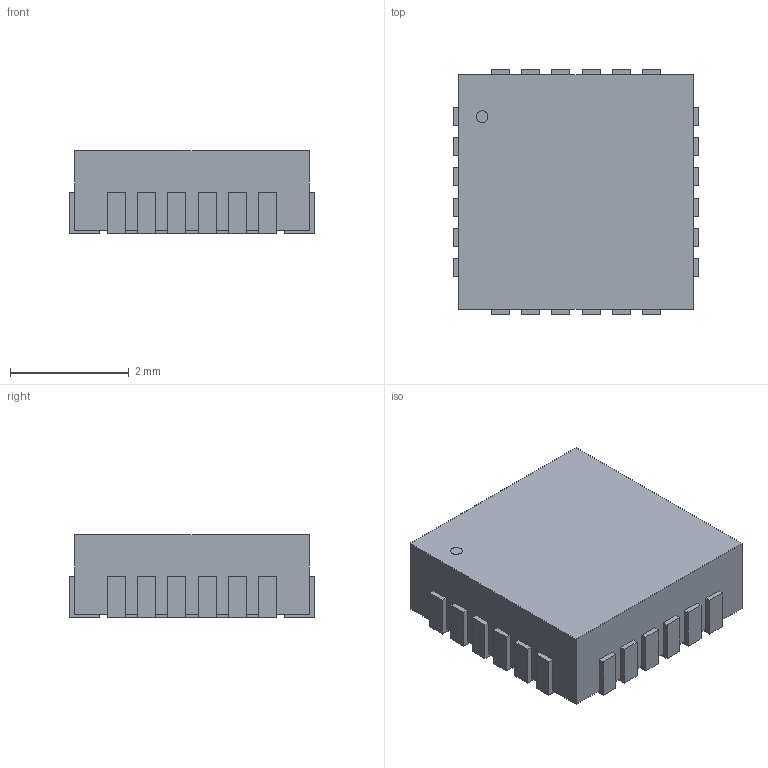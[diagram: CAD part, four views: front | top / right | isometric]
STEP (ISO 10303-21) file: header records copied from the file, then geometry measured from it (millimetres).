
FILE_DESCRIPTION(('STEP AP214'),'1');
FILE_NAME('QFN24_4X4MC-L','2019-07-10T20:55:42',(''),(''),'','','');
FILE_SCHEMA(('AUTOMOTIVE_DESIGN'));
Length unit declared in the file: millimetre
Products named in the file (1): product
Bounding box: 4.14 x 4.14 x 1.4 mm (x, y, z)
Volume: 0 mm3; surface area: 88.3 mm2
Topology: 1 solids, 205 shells, 207 faces, 915 edges, 914 vertices
Faces by surface type: plane 206, cylinder 1
Full cylindrical faces by diameter (mm): 0.198 x1
Entity records: 10156 total; most frequent: CARTESIAN_POINT 2037, VERTEX_POINT 1826, DIRECTION 1334, ORIENTED_EDGE 916, EDGE_CURVE 914, LINE 912, VECTOR 912, AXIS2_PLACEMENT_3D 211
